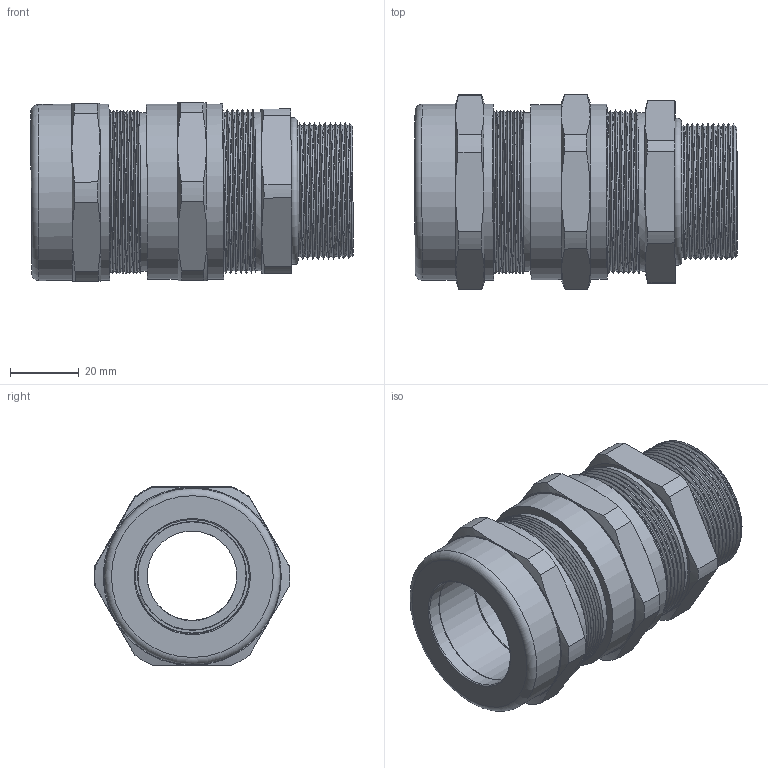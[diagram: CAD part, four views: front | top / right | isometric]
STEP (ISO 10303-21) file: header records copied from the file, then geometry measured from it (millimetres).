
FILE_DESCRIPTION(/* description */ ('RST-Gamma-X-Universal M40'),/* implementation_level */ '2;1');
FILE_NAME(/* name */ 'KBAU4SM40-RST.stp',/* time_stamp */ '2020-03-30T08:08:56+02:00',/* author */ ('sl'),/* organization */ (''),/* preprocessor_version */ 'ST-DEVELOPER v16.5',/* originating_system */ 'Autodesk Inventor 2017',/* authorisation */ '');
FILE_SCHEMA (('AUTOMOTIVE_DESIGN { 1 0 10303 214 3 1 1 }'));
Length unit declared in the file: millimetre
Products named in the file (11): KBAU4SM40; KBAU4SM40_1; KBAU4SM40_2; KBAU2M25; KBAU4SM40_3; KBAU4SM40_4; KBAU4SM40_5; KBAU4SM40_6; KBAU4SM40_7; KBAU4SM40_8; KBAU4SM40_9
Assembly tree (10 placements, depth 2):
  KBAU4SM40
    KBAU4SM40_1
    KBAU4SM40_2
    KBAU2M25
    KBAU4SM40_3
    KBAU4SM40_4
    KBAU4SM40_5
    KBAU4SM40_6
    KBAU4SM40_7
    KBAU4SM40_8
    KBAU4SM40_9
Bounding box: 94.1 x 56.99 x 52.22 mm (x, y, z)
Volume: 93666.7 mm3; surface area: 71494.6 mm2
Topology: 11 solids, 11 shells, 315 faces, 719 edges, 446 vertices
Faces by surface type: cylinder 124, plane 70, cone 51, torus 35, bspline 27, sphere 8
Full cylindrical faces by diameter (mm): 26.18 x1, 26.42 x1, 26.64 x1, 32.92 x1, 33.3 x1, 33.34 x1, 33.76 x1, 35.46 x1, 35.57 x1, 37.45 x1, 38.258 x10, 39.53 x1, 40.29 x1, 40.75 x2, 40.84 x2, 41.47 x2, 42.4 x2, 42.67 x2, 42.73 x2, 43.4 x1, 43.84 x1, 46.16 x11, 46.238 x1, 46.308 x10, 48.992 x1, 49 x2, 51.11 x2, 51.4 x2
Entity records: 18645 total; most frequent: CARTESIAN_POINT 12671, DIRECTION 1205, ORIENTED_EDGE 1072, EDGE_CURVE 535, AXIS2_PLACEMENT_3D 530, EDGE_LOOP 402, VERTEX_POINT 373, FACE_OUTER_BOUND 283
